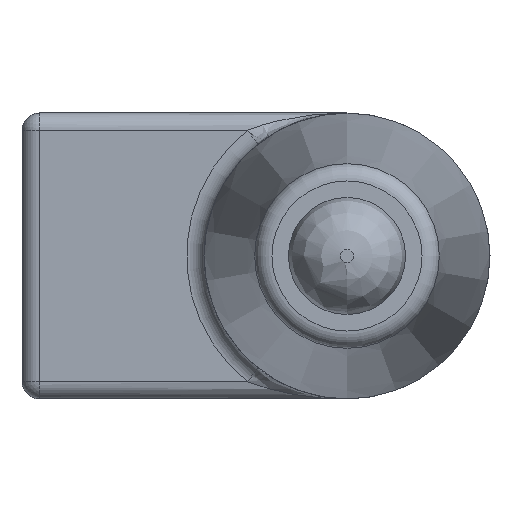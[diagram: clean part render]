
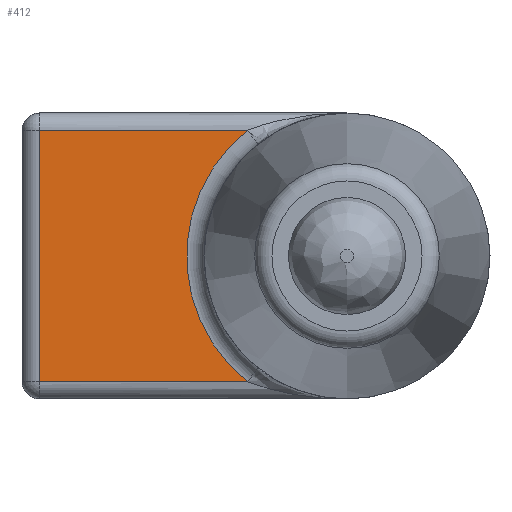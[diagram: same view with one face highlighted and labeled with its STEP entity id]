
A CAD part, left-side view. The second image highlights one B-rep face of the part: STEP entity #412.
In plain terms, the highlighted planar face has unit normal (-1, 0, 0).
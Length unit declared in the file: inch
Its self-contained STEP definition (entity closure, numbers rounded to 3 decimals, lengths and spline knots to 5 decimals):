
#20=LINE('',#770,#38);
#22=LINE('',#786,#40);
#33=LINE('',#826,#51);
#38=VECTOR('',#522,0.12506);
#40=VECTOR('',#542,0.15104);
#51=VECTOR('',#591,0.12506);
#71=PLANE('',#471);
#116=FACE_OUTER_BOUND('',#151,.T.);
#151=EDGE_LOOP('',(#375,#376,#377,#378));
#166=CIRCLE('',#436,0.09635);
#199=VERTEX_POINT('',#718);
#200=VERTEX_POINT('',#729);
#201=VERTEX_POINT('',#769);
#205=VERTEX_POINT('',#778);
#236=EDGE_CURVE('',#200,#199,#166,.T.);
#238=EDGE_CURVE('',#199,#201,#20,.T.);
#246=EDGE_CURVE('',#201,#205,#22,.T.);
#268=EDGE_CURVE('',#205,#200,#33,.T.);
#375=ORIENTED_EDGE('',*,*,#236,.F.);
#376=ORIENTED_EDGE('',*,*,#268,.F.);
#377=ORIENTED_EDGE('',*,*,#246,.F.);
#378=ORIENTED_EDGE('',*,*,#238,.F.);
#412=ADVANCED_FACE('',(#116),#71,.T.);
#436=AXIS2_PLACEMENT_3D('',#731,#518,#519);
#471=AXIS2_PLACEMENT_3D('',#834,#604,#605);
#518=DIRECTION('center_axis',(-1.,0.,0.));
#519=DIRECTION('ref_axis',(0.,1.,0.));
#522=DIRECTION('',(0.,1.,0.));
#542=DIRECTION('',(0.,0.,1.));
#591=DIRECTION('',(0.,-1.,0.));
#604=DIRECTION('center_axis',(-1.,0.,0.));
#605=DIRECTION('ref_axis',(0.,-1.,0.));
#718=CARTESIAN_POINT('',(-0.20371,0.29996,-0.07552));
#729=CARTESIAN_POINT('',(-0.20371,0.29996,0.07552));
#731=CARTESIAN_POINT('Origin',(-0.20371,0.24012,0.));
#769=CARTESIAN_POINT('',(-0.20371,0.42501,-0.07552));
#770=CARTESIAN_POINT('',(-0.20371,0.35766,-0.07552));
#778=CARTESIAN_POINT('',(-0.20371,0.42501,0.07552));
#786=CARTESIAN_POINT('',(-0.20371,0.42501,0.));
#826=CARTESIAN_POINT('',(-0.20371,0.35766,0.07552));
#834=CARTESIAN_POINT('Origin',(-0.20371,0.43543,0.));
